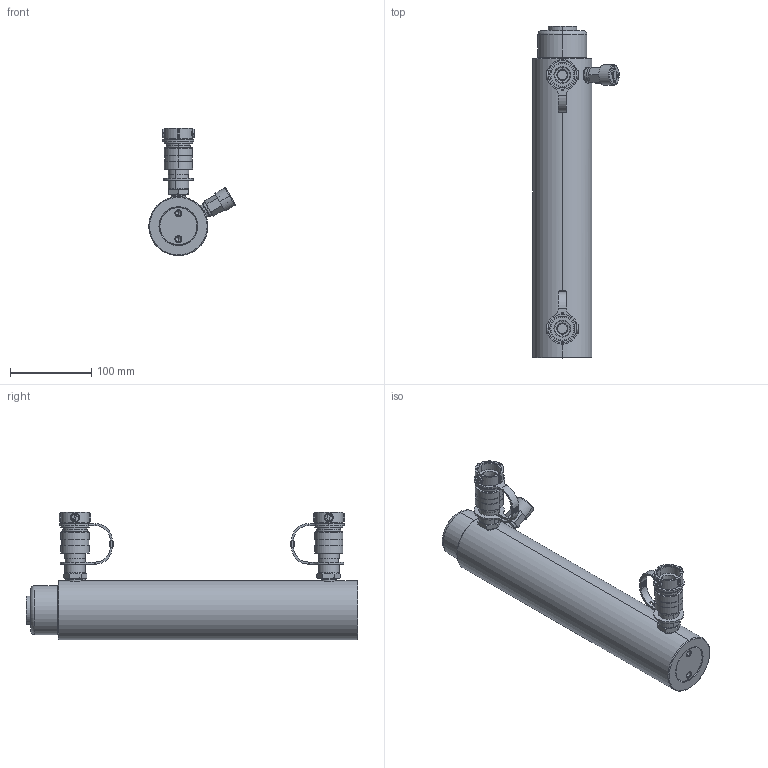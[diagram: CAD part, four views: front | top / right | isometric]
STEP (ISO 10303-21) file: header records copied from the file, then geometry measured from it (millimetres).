
FILE_DESCRIPTION (( 'STEP AP214' ), '1' );
FILE_NAME ('F1010.STEP', '2016-03-29T03:28:37', ( 'SF' ), ( '' ), 'SwSTEP 2.0', 'SolidWorks 2015', '' );
FILE_SCHEMA (( 'AUTOMOTIVE_DESIGN' ));
Length unit declared in the file: millimetre
Products named in the file (1): F1010
Bounding box: 106.61 x 409.55 x 157.37 mm (x, y, z)
Volume: 1558208.2 mm3; surface area: 305094.2 mm2
Topology: 19 solids, 19 shells, 1288 faces, 3101 edges, 1932 vertices
Faces by surface type: plane 441, cylinder 413, cone 212, bspline 146, torus 60, sphere 16
Entity records: 59543 total; most frequent: CARTESIAN_POINT 15842, ORIENTED_EDGE 6154, DIRECTION 5933, EDGE_CURVE 3077, AXIS2_PLACEMENT_3D 2239, VERTEX_POINT 1932, VECTOR 1455, LINE 1455
